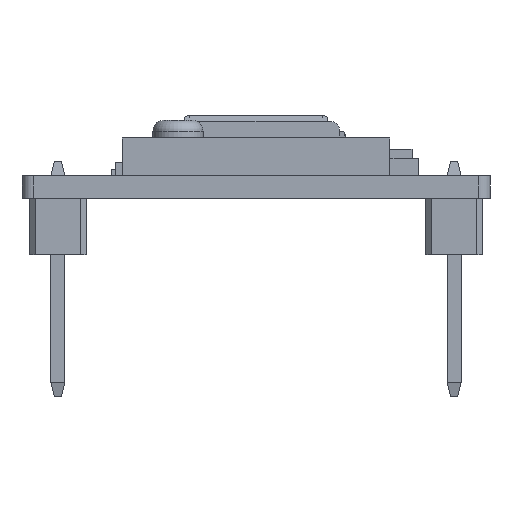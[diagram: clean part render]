
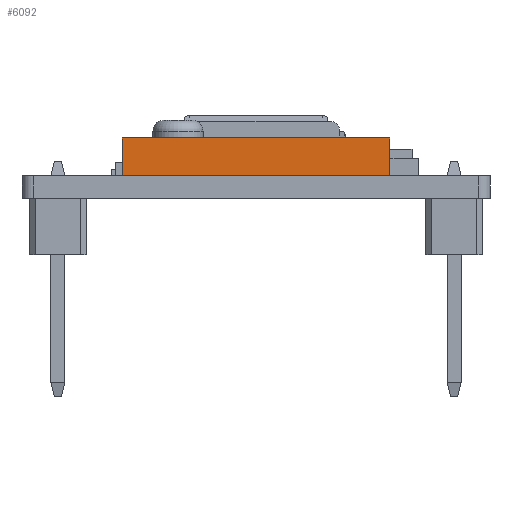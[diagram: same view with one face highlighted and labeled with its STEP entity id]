
A CAD part, front view. The second image highlights one B-rep face of the part: STEP entity #6092.
In plain terms, the highlighted planar face has unit normal (0, -1, 0).
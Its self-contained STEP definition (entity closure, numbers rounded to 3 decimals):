
#1915 = VERTEX_POINT('',#1916);
#1916 = CARTESIAN_POINT('',(-6.,-17.3,1.));
#1933 = VERTEX_POINT('',#1934);
#1934 = CARTESIAN_POINT('',(6.,-17.3,1.));
#1940 = EDGE_CURVE('',#1915,#1933,#1941,.T.);
#1941 = LINE('',#1942,#1943);
#1942 = CARTESIAN_POINT('',(-6.,-17.3,1.));
#1943 = VECTOR('',#1944,1.);
#1944 = DIRECTION('',(1.,0.,0.));
#6065 = EDGE_CURVE('',#1915,#6066,#6068,.T.);
#6066 = VERTEX_POINT('',#6067);
#6067 = CARTESIAN_POINT('',(-6.,-17.3,2.7));
#6068 = LINE('',#6069,#6070);
#6069 = CARTESIAN_POINT('',(-6.,-17.3,1.));
#6070 = VECTOR('',#6071,1.);
#6071 = DIRECTION('',(0.,0.,1.));
#6092 = ADVANCED_FACE('',(#6093),#6111,.F.);
#6093 = FACE_BOUND('',#6094,.F.);
#6094 = EDGE_LOOP('',(#6095,#6096,#6097,#6105));
#6095 = ORIENTED_EDGE('',*,*,#1940,.F.);
#6096 = ORIENTED_EDGE('',*,*,#6065,.T.);
#6097 = ORIENTED_EDGE('',*,*,#6098,.T.);
#6098 = EDGE_CURVE('',#6066,#6099,#6101,.T.);
#6099 = VERTEX_POINT('',#6100);
#6100 = CARTESIAN_POINT('',(6.,-17.3,2.7));
#6101 = LINE('',#6102,#6103);
#6102 = CARTESIAN_POINT('',(-6.,-17.3,2.7));
#6103 = VECTOR('',#6104,1.);
#6104 = DIRECTION('',(1.,0.,0.));
#6105 = ORIENTED_EDGE('',*,*,#6106,.F.);
#6106 = EDGE_CURVE('',#1933,#6099,#6107,.T.);
#6107 = LINE('',#6108,#6109);
#6108 = CARTESIAN_POINT('',(6.,-17.3,1.));
#6109 = VECTOR('',#6110,1.);
#6110 = DIRECTION('',(0.,0.,1.));
#6111 = PLANE('',#6112);
#6112 = AXIS2_PLACEMENT_3D('',#6113,#6114,#6115);
#6113 = CARTESIAN_POINT('',(-6.,-17.3,1.));
#6114 = DIRECTION('',(0.,1.,0.));
#6115 = DIRECTION('',(0.,0.,1.));
